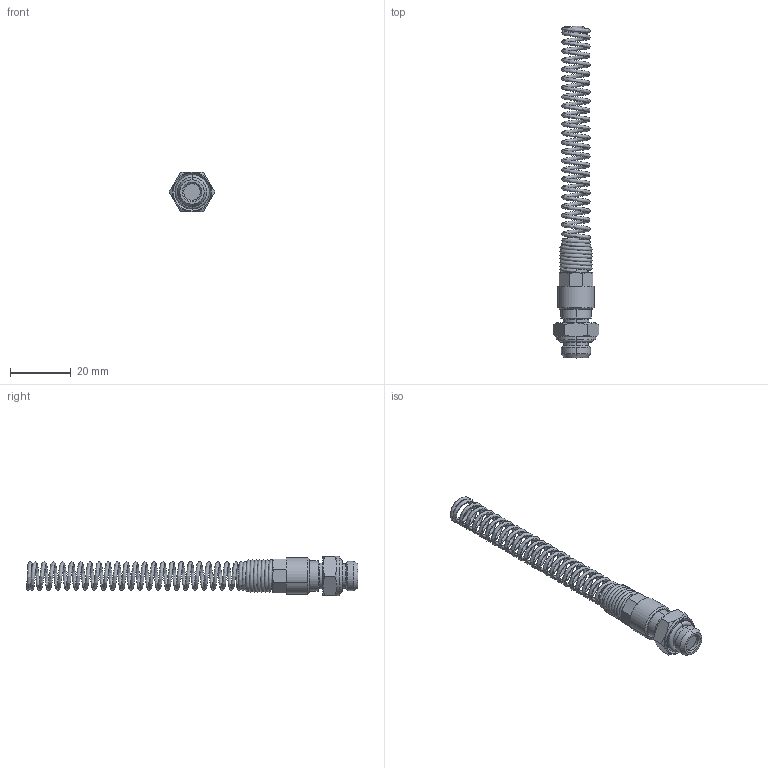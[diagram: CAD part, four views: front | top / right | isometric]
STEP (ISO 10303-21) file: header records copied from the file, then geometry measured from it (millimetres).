
FILE_DESCRIPTION (( 'STEP AP214' ), '1' );
FILE_NAME ('0102800001.step', '2012-09-28T13:20:16', ( '' ), ( '' ), 'SwSTEP 2.0', 'SolidWorks 2012', '' );
FILE_SCHEMA (( 'AUTOMOTIVE_DESIGN' ));
Length unit declared in the file: millimetre
Products named in the file (1): 0102800001
Bounding box: 15.01 x 109 x 13 mm (x, y, z)
Volume: 4368.6 mm3; surface area: 6114.4 mm2
Topology: 4 solids, 4 shells, 121 faces, 262 edges, 152 vertices
Faces by surface type: cone 50, cylinder 28, plane 26, torus 10, bspline 7
Entity records: 21250 total; most frequent: CARTESIAN_POINT 17440, ORIENTED_EDGE 520, DIRECTION 509, EDGE_CURVE 260, AXIS2_PLACEMENT_3D 215, VERTEX_POINT 152, EDGE_LOOP 130, FACE_OUTER_BOUND 121
